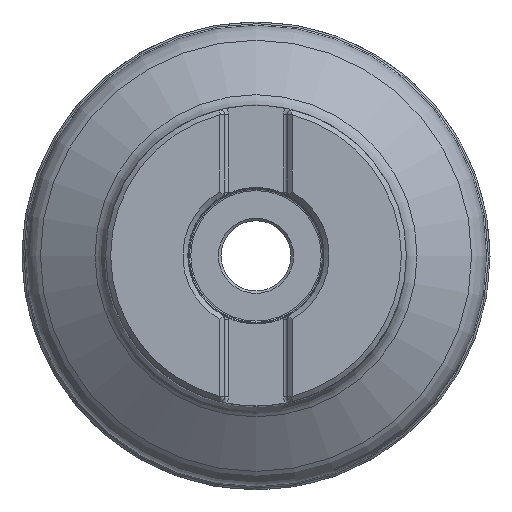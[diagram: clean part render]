
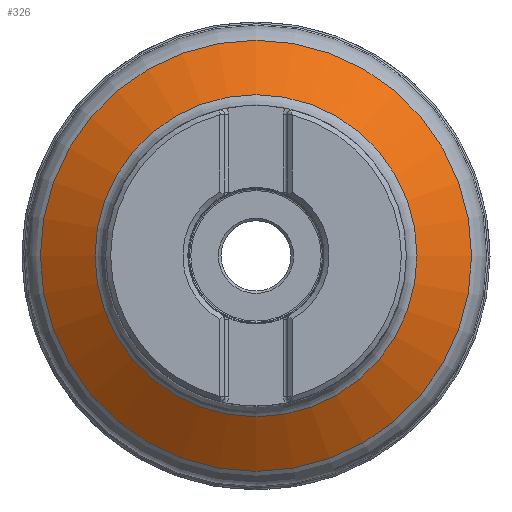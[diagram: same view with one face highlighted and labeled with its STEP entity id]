
A CAD part, top view. The second image highlights one B-rep face of the part: STEP entity #326.
In plain terms, the highlighted conical face has half-angle 55 degrees and reference radius 30 mm.
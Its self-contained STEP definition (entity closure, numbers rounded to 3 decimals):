
#136=CONICAL_SURFACE('',#1705,30.,55.);
#326=ADVANCED_FACE('',(#561,#562),#136,.T.);
#561=FACE_BOUND('',#658,.T.);
#562=FACE_BOUND('',#659,.T.);
#658=EDGE_LOOP('',(#822));
#659=EDGE_LOOP('',(#823));
#822=ORIENTED_EDGE('',*,*,#1249,.T.);
#823=ORIENTED_EDGE('',*,*,#1250,.T.);
#1128=VERTEX_POINT('',#2557);
#1129=VERTEX_POINT('',#2559);
#1249=EDGE_CURVE('',#1128,#1128,#1395,.T.);
#1250=EDGE_CURVE('',#1129,#1129,#1396,.T.);
#1395=CIRCLE('',#1703,43.015);
#1396=CIRCLE('',#1704,32.132);
#1703=AXIS2_PLACEMENT_3D('',#2556,#1973,#1974);
#1704=AXIS2_PLACEMENT_3D('',#2558,#1975,#1976);
#1705=AXIS2_PLACEMENT_3D('',#2560,#1977,#1978);
#1973=DIRECTION('',(0.,0.,1.));
#1974=DIRECTION('',(1.,0.,0.));
#1975=DIRECTION('',(0.,0.,-1.));
#1976=DIRECTION('',(-1.,0.,0.));
#1977=DIRECTION('',(0.,0.,-1.));
#1978=DIRECTION('',(-1.,0.,0.));
#2556=CARTESIAN_POINT('',(0.,0.,-24.113));
#2557=CARTESIAN_POINT('',(43.015,0.,-24.113));
#2558=CARTESIAN_POINT('',(0.,0.,-16.493));
#2559=CARTESIAN_POINT('',(-32.132,0.,-16.493));
#2560=CARTESIAN_POINT('',(0.,0.,-15.));
